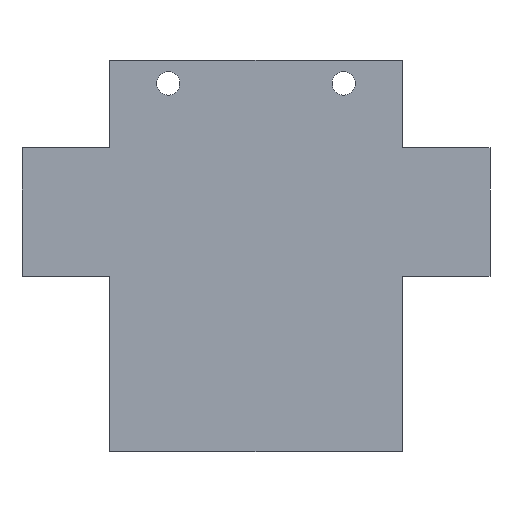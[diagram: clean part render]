
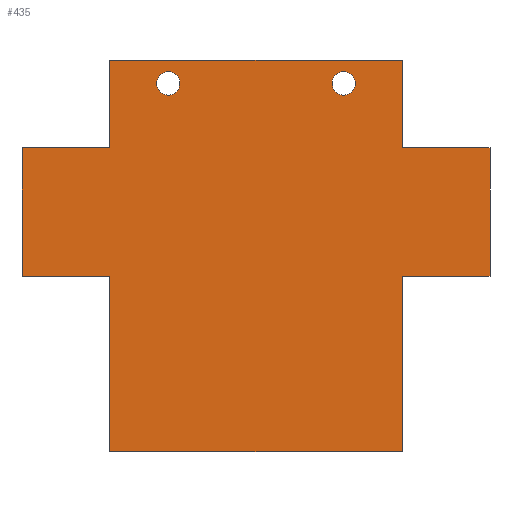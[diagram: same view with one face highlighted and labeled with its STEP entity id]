
A CAD part, front view. The second image highlights one B-rep face of the part: STEP entity #435.
In plain terms, the highlighted planar face has unit normal (0, -1, 0).
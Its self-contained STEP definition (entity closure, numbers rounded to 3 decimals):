
#23=FACE_BOUND('',#68,.T.);
#24=FACE_BOUND('',#69,.T.);
#31=CIRCLE('',#482,2.);
#32=CIRCLE('',#484,2.);
#41=FACE_OUTER_BOUND('',#67,.T.);
#67=EDGE_LOOP('',(#329,#330,#331,#332,#333,#334,#335,#336,#337,#338,#339,
#340));
#68=EDGE_LOOP('',(#341));
#69=EDGE_LOOP('',(#342));
#91=LINE('',#630,#143);
#106=LINE('',#669,#158);
#110=LINE('',#681,#162);
#112=LINE('',#685,#164);
#113=LINE('',#687,#165);
#114=LINE('',#689,#166);
#115=LINE('',#691,#167);
#116=LINE('',#692,#168);
#117=LINE('',#694,#169);
#118=LINE('',#696,#170);
#119=LINE('',#698,#171);
#120=LINE('',#699,#172);
#143=VECTOR('',#512,10.);
#158=VECTOR('',#539,10.);
#162=VECTOR('',#553,10.);
#164=VECTOR('',#557,10.);
#165=VECTOR('',#558,10.);
#166=VECTOR('',#559,10.);
#167=VECTOR('',#560,10.);
#168=VECTOR('',#561,10.);
#169=VECTOR('',#562,10.);
#170=VECTOR('',#563,10.);
#171=VECTOR('',#564,10.);
#172=VECTOR('',#565,10.);
#195=VERTEX_POINT('',#627);
#196=VERTEX_POINT('',#629);
#213=VERTEX_POINT('',#666);
#214=VERTEX_POINT('',#668);
#215=VERTEX_POINT('',#672);
#216=VERTEX_POINT('',#676);
#217=VERTEX_POINT('',#680);
#218=VERTEX_POINT('',#684);
#219=VERTEX_POINT('',#686);
#220=VERTEX_POINT('',#688);
#221=VERTEX_POINT('',#690);
#222=VERTEX_POINT('',#693);
#223=VERTEX_POINT('',#695);
#224=VERTEX_POINT('',#697);
#235=EDGE_CURVE('',#195,#196,#91,.T.);
#254=EDGE_CURVE('',#213,#214,#106,.T.);
#256=EDGE_CURVE('',#215,#215,#31,.T.);
#258=EDGE_CURVE('',#216,#216,#32,.T.);
#260=EDGE_CURVE('',#217,#214,#110,.T.);
#262=EDGE_CURVE('',#196,#218,#112,.T.);
#263=EDGE_CURVE('',#195,#219,#113,.T.);
#264=EDGE_CURVE('',#220,#219,#114,.T.);
#265=EDGE_CURVE('',#221,#220,#115,.T.);
#266=EDGE_CURVE('',#217,#221,#116,.T.);
#267=EDGE_CURVE('',#222,#213,#117,.T.);
#268=EDGE_CURVE('',#222,#223,#118,.T.);
#269=EDGE_CURVE('',#223,#224,#119,.T.);
#270=EDGE_CURVE('',#224,#218,#120,.T.);
#329=ORIENTED_EDGE('',*,*,#262,.F.);
#330=ORIENTED_EDGE('',*,*,#235,.F.);
#331=ORIENTED_EDGE('',*,*,#263,.T.);
#332=ORIENTED_EDGE('',*,*,#264,.F.);
#333=ORIENTED_EDGE('',*,*,#265,.F.);
#334=ORIENTED_EDGE('',*,*,#266,.F.);
#335=ORIENTED_EDGE('',*,*,#260,.T.);
#336=ORIENTED_EDGE('',*,*,#254,.F.);
#337=ORIENTED_EDGE('',*,*,#267,.F.);
#338=ORIENTED_EDGE('',*,*,#268,.T.);
#339=ORIENTED_EDGE('',*,*,#269,.T.);
#340=ORIENTED_EDGE('',*,*,#270,.T.);
#341=ORIENTED_EDGE('',*,*,#258,.T.);
#342=ORIENTED_EDGE('',*,*,#256,.T.);
#415=PLANE('',#486);
#435=ADVANCED_FACE('',(#41,#23,#24),#415,.T.);
#482=AXIS2_PLACEMENT_3D('',#673,#543,#544);
#484=AXIS2_PLACEMENT_3D('',#677,#548,#549);
#486=AXIS2_PLACEMENT_3D('',#683,#555,#556);
#512=DIRECTION('',(-1.,0.,0.));
#539=DIRECTION('',(1.,0.,0.));
#543=DIRECTION('center_axis',(0.,1.,0.));
#544=DIRECTION('ref_axis',(1.,0.,0.));
#548=DIRECTION('center_axis',(0.,1.,0.));
#549=DIRECTION('ref_axis',(1.,0.,0.));
#553=DIRECTION('',(0.,0.,1.));
#555=DIRECTION('center_axis',(0.,-1.,0.));
#556=DIRECTION('ref_axis',(1.,0.,0.));
#557=DIRECTION('',(0.,0.,1.));
#558=DIRECTION('',(0.,0.,1.));
#559=DIRECTION('',(-1.,0.,0.));
#560=DIRECTION('',(0.,0.,-1.));
#561=DIRECTION('',(1.,0.,0.));
#562=DIRECTION('',(0.,0.,1.));
#563=DIRECTION('',(-1.,0.,0.));
#564=DIRECTION('',(0.,0.,-1.));
#565=DIRECTION('',(1.,0.,0.));
#627=CARTESIAN_POINT('',(25.,-3.1,-2.));
#629=CARTESIAN_POINT('',(-25.,-3.1,-2.));
#630=CARTESIAN_POINT('',(25.,-3.1,-2.));
#666=CARTESIAN_POINT('',(-25.,-3.1,65.));
#668=CARTESIAN_POINT('',(25.,-3.1,65.));
#669=CARTESIAN_POINT('',(-25.,-3.1,65.));
#672=CARTESIAN_POINT('',(-17.,-3.1,61.));
#673=CARTESIAN_POINT('Origin',(-15.,-3.1,61.));
#676=CARTESIAN_POINT('',(13.,-3.1,61.));
#677=CARTESIAN_POINT('Origin',(15.,-3.1,61.));
#680=CARTESIAN_POINT('',(25.,-3.1,50.));
#681=CARTESIAN_POINT('',(25.,-3.1,64.));
#683=CARTESIAN_POINT('Origin',(-25.,-3.1,0.));
#684=CARTESIAN_POINT('',(-25.,-3.1,28.));
#685=CARTESIAN_POINT('',(-25.,-3.1,0.));
#686=CARTESIAN_POINT('',(25.,-3.1,28.));
#687=CARTESIAN_POINT('',(25.,-3.1,0.));
#688=CARTESIAN_POINT('',(40.,-3.1,28.));
#689=CARTESIAN_POINT('',(25.,-3.1,28.));
#690=CARTESIAN_POINT('',(40.,-3.1,50.));
#691=CARTESIAN_POINT('',(40.,-3.1,28.));
#692=CARTESIAN_POINT('',(40.,-3.1,50.));
#693=CARTESIAN_POINT('',(-25.,-3.1,50.));
#694=CARTESIAN_POINT('',(-25.,-3.1,64.));
#695=CARTESIAN_POINT('',(-40.,-3.1,50.));
#696=CARTESIAN_POINT('',(-40.,-3.1,50.));
#697=CARTESIAN_POINT('',(-40.,-3.1,28.));
#698=CARTESIAN_POINT('',(-40.,-3.1,28.));
#699=CARTESIAN_POINT('',(-25.,-3.1,28.));
